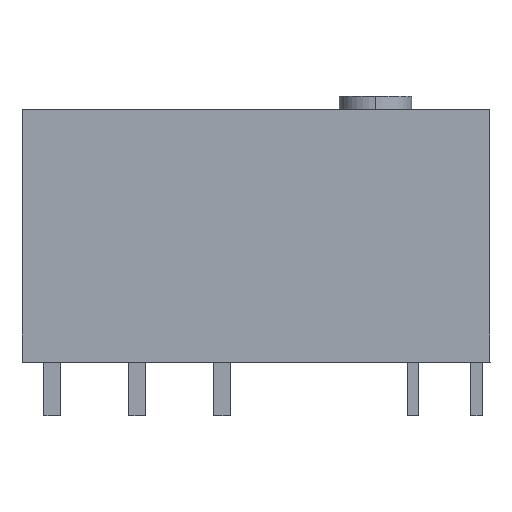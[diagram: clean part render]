
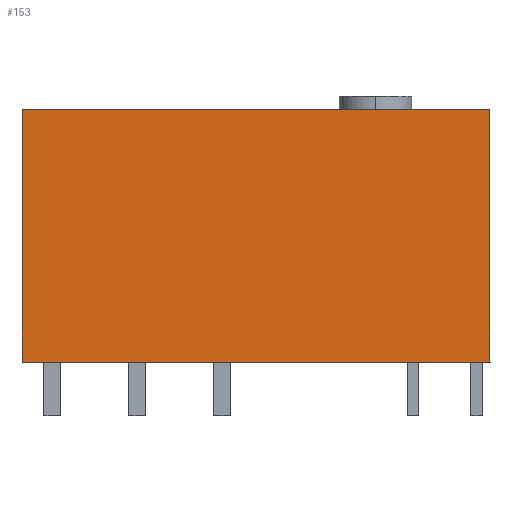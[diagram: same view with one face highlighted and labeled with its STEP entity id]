
A CAD part, left-side view. The second image highlights one B-rep face of the part: STEP entity #153.
In plain terms, the highlighted planar face has unit normal (-1, 0, 0).
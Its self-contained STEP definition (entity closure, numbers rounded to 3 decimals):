
#133=AXIS2_PLACEMENT_3D('Plane Axis2P3D',#130,#131,#132) ;
#41=CARTESIAN_POINT('Vertex',(0.,27.8,18.2)) ;
#46=CARTESIAN_POINT('Line Origine',(0.,13.9,18.2)) ;
#50=CARTESIAN_POINT('Vertex',(0.,0.,18.2)) ;
#103=CARTESIAN_POINT('Line Origine',(0.,27.8,10.7)) ;
#107=CARTESIAN_POINT('Vertex',(0.,27.8,3.2)) ;
#130=CARTESIAN_POINT('Axis2P3D Location',(0.,13.9,3.2)) ;
#135=CARTESIAN_POINT('Line Origine',(0.,0.,10.7)) ;
#139=CARTESIAN_POINT('Vertex',(0.,0.,3.2)) ;
#142=CARTESIAN_POINT('Line Origine',(0.,13.9,3.2)) ;
#47=DIRECTION('Vector Direction',(0.,-1.,0.)) ;
#104=DIRECTION('Vector Direction',(0.,0.,-1.)) ;
#131=DIRECTION('Axis2P3D Direction',(1.,0.,0.)) ;
#132=DIRECTION('Axis2P3D XDirection',(0.,1.,0.)) ;
#136=DIRECTION('Vector Direction',(0.,0.,-1.)) ;
#143=DIRECTION('Vector Direction',(0.,1.,0.)) ;
#48=VECTOR('Line Direction',#47,1.) ;
#105=VECTOR('Line Direction',#104,1.) ;
#137=VECTOR('Line Direction',#136,1.) ;
#144=VECTOR('Line Direction',#143,1.) ;
#148=ORIENTED_EDGE('',*,*,#141,.F.) ;
#149=ORIENTED_EDGE('',*,*,#52,.F.) ;
#150=ORIENTED_EDGE('',*,*,#109,.T.) ;
#151=ORIENTED_EDGE('',*,*,#146,.F.) ;
#153=ADVANCED_FACE('RSS-RELAIS',(#152),#134,.F.) ;
#52=EDGE_CURVE('',#42,#51,#49,.T.) ;
#109=EDGE_CURVE('',#42,#108,#106,.T.) ;
#141=EDGE_CURVE('',#51,#140,#138,.T.) ;
#146=EDGE_CURVE('',#140,#108,#145,.T.) ;
#147=EDGE_LOOP('',(#148,#149,#150,#151)) ;
#152=FACE_OUTER_BOUND('',#147,.T.) ;
#49=LINE('Line',#46,#48) ;
#106=LINE('Line',#103,#105) ;
#138=LINE('Line',#135,#137) ;
#145=LINE('Line',#142,#144) ;
#134=PLANE('',#133) ;
#42=VERTEX_POINT('',#41) ;
#51=VERTEX_POINT('',#50) ;
#108=VERTEX_POINT('',#107) ;
#140=VERTEX_POINT('',#139) ;
